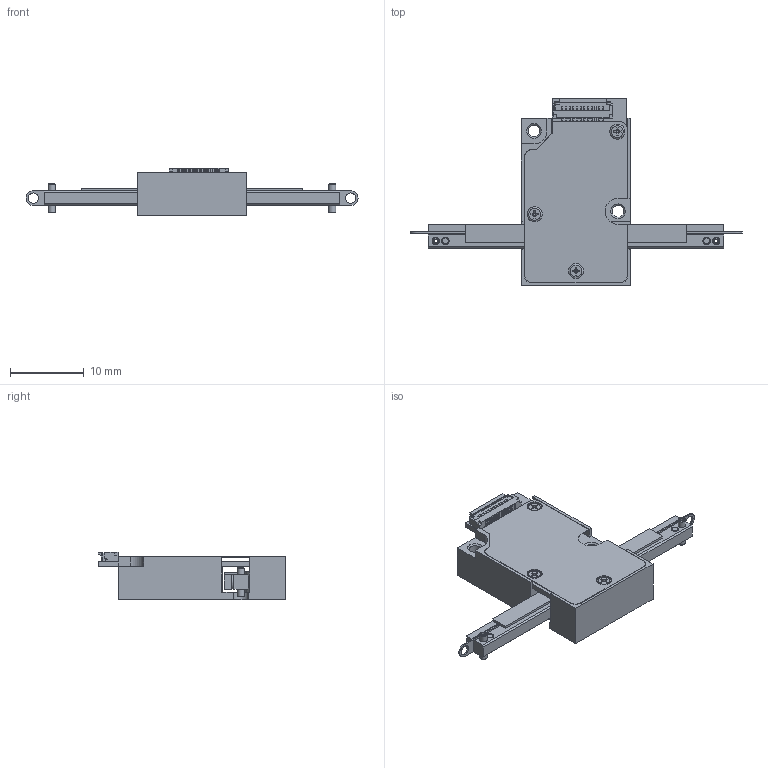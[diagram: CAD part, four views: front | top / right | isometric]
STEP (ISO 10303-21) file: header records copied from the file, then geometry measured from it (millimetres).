
FILE_DESCRIPTION(/* description */ (''),/* implementation_level */ '2;1');
FILE_NAME(/* name */ 'XLA_1_40_assy_F8.stp',/* time_stamp */ '2024-02-02T14:28:41+01:00',/* author */ (''),/* organization */ (''),/* preprocessor_version */ 'ST-DEVELOPER v16',/* originating_system */ 'SIEMENS PLM Software NX 10.0',/* authorisation */ '');
FILE_SCHEMA (('AUTOMOTIVE_DESIGN { 1 0 10303 214 3 1 1 1 }'));
Length unit declared in the file: millimetre
Products named in the file (13): FH33-12S-0.5SH; magnet_limit_HKCM_9962-5633; spiraalspanbus_D1_L4; XLA_1_tractielat_shim_40_C; linear_encoder_30; ceramic_ruler_W2_T1_L40; XLA_1_cover_D; PACK-SMIB1.4-3_stp; bearing; XLA_1_body_F5; XLA_1_top_PCB_D_MODEL; XLA_1_tractielat_40_D; XLA_1_40_assy_F8
Assembly tree (19 placements, depth 3):
  XLA_1_40_assy_F8
    XLA_1_body_F5
    XLA_1_tractielat_40_D
      ceramic_ruler_W2_T1_L40
      linear_encoder_30
      XLA_1_tractielat_shim_40_C
      spiraalspanbus_D1_L4  x2
      magnet_limit_HKCM_9962-5633  x2
    bearing  x4
    PACK-SMIB1.4-3_stp  x3
    XLA_1_cover_D
    XLA_1_top_PCB_D_MODEL
      FH33-12S-0.5SH
Bounding box: 45 x 25.45 x 6.45 mm (x, y, z)
Volume: 1846.9 mm3; surface area: 4202.8 mm2
Topology: 19 solids, 19 shells, 782 faces, 2154 edges, 1420 vertices
Faces by surface type: plane 577, cylinder 153, cone 36, torus 13, bspline 3
Full cylindrical faces by diameter (mm): 0.5 x2, 1 x8, 1.1 x3, 1.4 x5, 1.5 x9, 1.6 x2, 2 x3, 2.05 x3, 4 x4, 5.1 x4, 5.4 x2
Entity records: 22594 total; most frequent: CARTESIAN_POINT 4094, ORIENTED_EDGE 3776, DIRECTION 3564, EDGE_CURVE 1888, LINE 1580, VECTOR 1580, VERTEX_POINT 1278, AXIS2_PLACEMENT_3D 992
